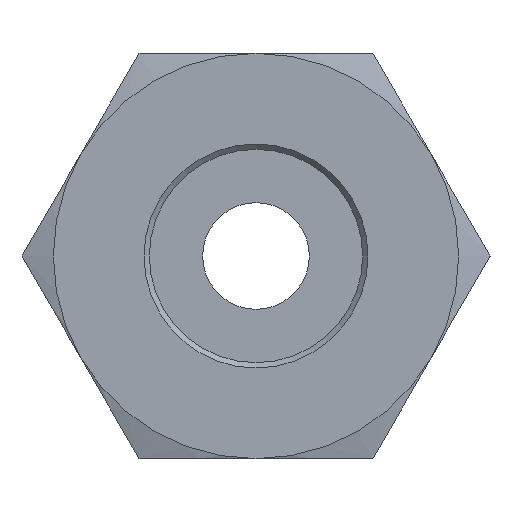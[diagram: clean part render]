
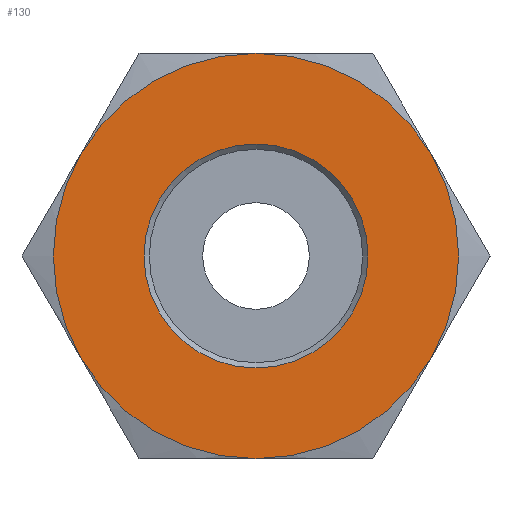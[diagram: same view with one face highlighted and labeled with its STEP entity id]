
A CAD part, left-side view. The second image highlights one B-rep face of the part: STEP entity #130.
In plain terms, the highlighted planar face has unit normal (-1, 0, 0).
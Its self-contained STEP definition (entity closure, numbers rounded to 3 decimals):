
#130 = ADVANCED_FACE( '', ( #281, #282 ), #283, .F. );
#281 = FACE_OUTER_BOUND( '', #464, .T. );
#282 = FACE_BOUND( '', #465, .T. );
#283 = PLANE( '', #466 );
#464 = EDGE_LOOP( '', ( #892, #893, #894, #895, #896, #897 ) );
#465 = EDGE_LOOP( '', ( #898 ) );
#466 = AXIS2_PLACEMENT_3D( '', #899, #900, #901 );
#892 = ORIENTED_EDGE( '', *, *, #1176, .F. );
#893 = ORIENTED_EDGE( '', *, *, #1177, .F. );
#894 = ORIENTED_EDGE( '', *, *, #1178, .F. );
#895 = ORIENTED_EDGE( '', *, *, #1108, .F. );
#896 = ORIENTED_EDGE( '', *, *, #1179, .F. );
#897 = ORIENTED_EDGE( '', *, *, #1158, .F. );
#898 = ORIENTED_EDGE( '', *, *, #1170, .T. );
#899 = CARTESIAN_POINT( '', ( 0., 0., 0. ) );
#900 = DIRECTION( '', ( 1., 0., 0. ) );
#901 = DIRECTION( '', ( 0., 0., -1. ) );
#1108 = EDGE_CURVE( '', #1294, #1295, #1296, .T. );
#1158 = EDGE_CURVE( '', #1375, #1309, #1376, .T. );
#1170 = EDGE_CURVE( '', #1395, #1395, #1396, .T. );
#1176 = EDGE_CURVE( '', #1282, #1375, #1407, .T. );
#1177 = EDGE_CURVE( '', #1291, #1282, #1408, .T. );
#1178 = EDGE_CURVE( '', #1295, #1291, #1409, .T. );
#1179 = EDGE_CURVE( '', #1309, #1294, #1410, .T. );
#1282 = VERTEX_POINT( '', #1624 );
#1291 = VERTEX_POINT( '', #1654 );
#1294 = VERTEX_POINT( '', #1667 );
#1295 = VERTEX_POINT( '', #1668 );
#1296 = CIRCLE( '', #1669, 9.5 );
#1309 = VERTEX_POINT( '', #1704 );
#1375 = VERTEX_POINT( '', #1871 );
#1376 = CIRCLE( '', #1872, 9.5 );
#1395 = VERTEX_POINT( '', #1909 );
#1396 = CIRCLE( '', #1910, 5.25 );
#1407 = CIRCLE( '', #1921, 9.5 );
#1408 = CIRCLE( '', #1922, 9.5 );
#1409 = CIRCLE( '', #1923, 9.5 );
#1410 = CIRCLE( '', #1924, 9.5 );
#1624 = CARTESIAN_POINT( '', ( 0., 8.227, -4.75 ) );
#1654 = CARTESIAN_POINT( '', ( 0., 0., -9.5 ) );
#1667 = CARTESIAN_POINT( '', ( 0., -8.227, 4.75 ) );
#1668 = CARTESIAN_POINT( '', ( 0., -8.227, -4.75 ) );
#1669 = AXIS2_PLACEMENT_3D( '', #2032, #2033, #2034 );
#1704 = CARTESIAN_POINT( '', ( 0., 0., 9.5 ) );
#1871 = CARTESIAN_POINT( '', ( 0., 8.227, 4.75 ) );
#1872 = AXIS2_PLACEMENT_3D( '', #2079, #2080, #2081 );
#1909 = CARTESIAN_POINT( '', ( 0., 0., -5.25 ) );
#1910 = AXIS2_PLACEMENT_3D( '', #2103, #2104, #2105 );
#1921 = AXIS2_PLACEMENT_3D( '', #2121, #2122, #2123 );
#1922 = AXIS2_PLACEMENT_3D( '', #2124, #2125, #2126 );
#1923 = AXIS2_PLACEMENT_3D( '', #2127, #2128, #2129 );
#1924 = AXIS2_PLACEMENT_3D( '', #2130, #2131, #2132 );
#2032 = CARTESIAN_POINT( '', ( 0., 0., 0. ) );
#2033 = DIRECTION( '', ( 1., 0., 0. ) );
#2034 = DIRECTION( '', ( 0., 0., -1. ) );
#2079 = CARTESIAN_POINT( '', ( 0., 0., 0. ) );
#2080 = DIRECTION( '', ( 1., 0., 0. ) );
#2081 = DIRECTION( '', ( 0., 0., -1. ) );
#2103 = CARTESIAN_POINT( '', ( 0., 0., 0. ) );
#2104 = DIRECTION( '', ( 1., 0., 0. ) );
#2105 = DIRECTION( '', ( 0., 0., -1. ) );
#2121 = CARTESIAN_POINT( '', ( 0., 0., 0. ) );
#2122 = DIRECTION( '', ( 1., 0., 0. ) );
#2123 = DIRECTION( '', ( 0., 0., -1. ) );
#2124 = CARTESIAN_POINT( '', ( 0., 0., 0. ) );
#2125 = DIRECTION( '', ( 1., 0., 0. ) );
#2126 = DIRECTION( '', ( 0., 0., -1. ) );
#2127 = CARTESIAN_POINT( '', ( 0., 0., 0. ) );
#2128 = DIRECTION( '', ( 1., 0., 0. ) );
#2129 = DIRECTION( '', ( 0., 0., -1. ) );
#2130 = CARTESIAN_POINT( '', ( 0., 0., 0. ) );
#2131 = DIRECTION( '', ( 1., 0., 0. ) );
#2132 = DIRECTION( '', ( 0., 0., -1. ) );
